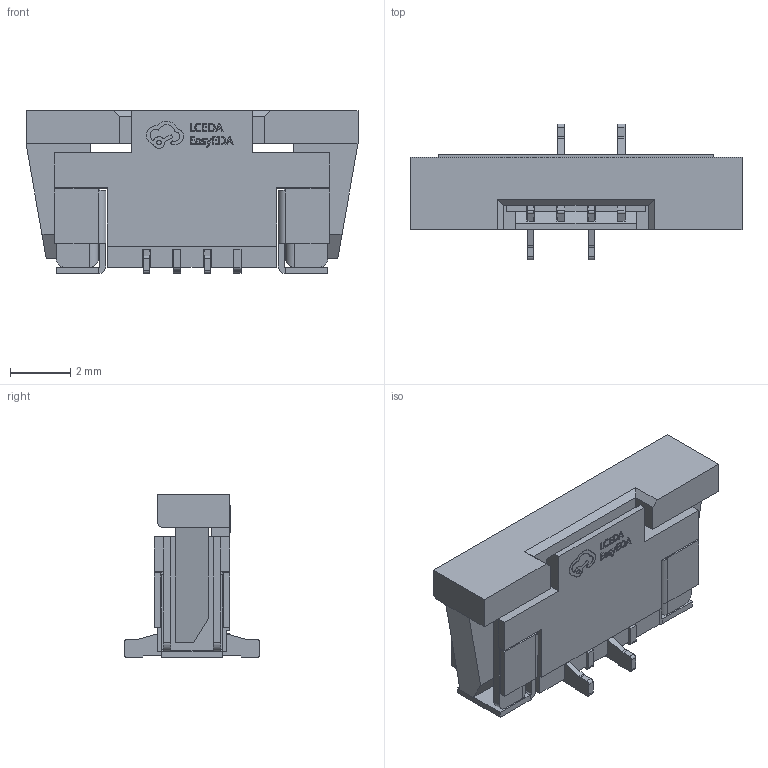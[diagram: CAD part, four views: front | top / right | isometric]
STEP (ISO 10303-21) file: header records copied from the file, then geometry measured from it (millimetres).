
FILE_DESCRIPTION (( 'STEP AP214' ), '1' );
FILE_NAME ('FPC-SMD_4P-P1.00_JUSHUO_AFA11-S4GLA-00.STEP', '2025-07-26T00:38:21', ( '' ), ( '' ), 'SwSTEP 2.0', 'SolidWorks 2020', '' );
FILE_SCHEMA (( 'AUTOMOTIVE_DESIGN' ));
Length unit declared in the file: millimetre
Products named in the file (1): FPC-SMD_4P-P1.00_JUSHUO_AFA11-S4GLA-00
Bounding box: 11 x 4.5 x 5.4 mm (x, y, z)
Volume: 94.1 mm3; surface area: 458.1 mm2
Topology: 8 solids, 8 shells, 556 faces, 1537 edges, 1008 vertices
Faces by surface type: plane 395, bspline 98, cylinder 63
Entity records: 24226 total; most frequent: CARTESIAN_POINT 4420, ORIENTED_EDGE 3074, DIRECTION 2377, EDGE_CURVE 1537, VECTOR 1207, LINE 1207, VERTEX_POINT 1008, AXIS2_PLACEMENT_3D 585
